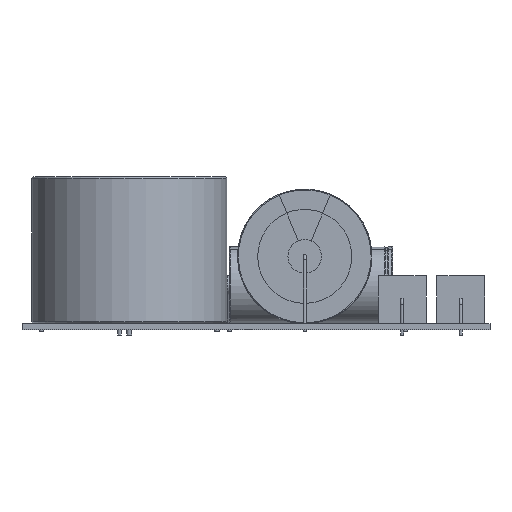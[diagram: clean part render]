
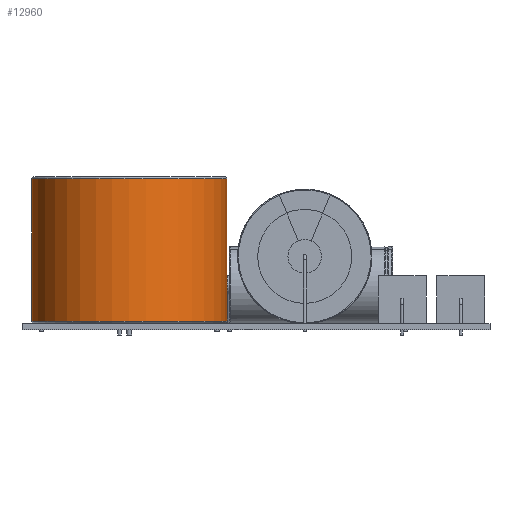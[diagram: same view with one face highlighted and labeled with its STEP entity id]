
A CAD part, left-side view. The second image highlights one B-rep face of the part: STEP entity #12960.
In plain terms, the highlighted cylindrical face has radius 25.4 mm (diameter 50.8 mm), a full revolution.
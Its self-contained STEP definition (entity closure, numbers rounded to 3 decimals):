
#12960 = ADVANCED_FACE('',(#12961),#12974,.T.);
#12961 = FACE_BOUND('',#12962,.T.);
#12962 = EDGE_LOOP('',(#12963,#12997,#13020,#13047));
#12963 = ORIENTED_EDGE('',*,*,#12964,.T.);
#12964 = EDGE_CURVE('',#12965,#12965,#12967,.T.);
#12965 = VERTEX_POINT('',#12966);
#12966 = CARTESIAN_POINT('',(42.035,0.,0.6));
#12967 = SURFACE_CURVE('',#12968,(#12973,#12985),.PCURVE_S1.);
#12968 = CIRCLE('',#12969,25.4);
#12969 = AXIS2_PLACEMENT_3D('',#12970,#12971,#12972);
#12970 = CARTESIAN_POINT('',(16.635,0.,0.6));
#12971 = DIRECTION('',(0.,0.,1.));
#12972 = DIRECTION('',(1.,0.,-0.));
#12973 = PCURVE('',#12974,#12979);
#12974 = CYLINDRICAL_SURFACE('',#12975,25.4);
#12975 = AXIS2_PLACEMENT_3D('',#12976,#12977,#12978);
#12976 = CARTESIAN_POINT('',(16.635,0.,0.1));
#12977 = DIRECTION('',(-0.,-0.,-1.));
#12978 = DIRECTION('',(1.,0.,0.));
#12979 = DEFINITIONAL_REPRESENTATION('',(#12980),#12984);
#12980 = LINE('',#12981,#12982);
#12981 = CARTESIAN_POINT('',(6.283,-0.5));
#12982 = VECTOR('',#12983,1.);
#12983 = DIRECTION('',(-1.,0.));
#12984 = ( GEOMETRIC_REPRESENTATION_CONTEXT(2) 
PARAMETRIC_REPRESENTATION_CONTEXT() REPRESENTATION_CONTEXT('2D SPACE',''
  ) );
#12985 = PCURVE('',#12986,#12991);
#12986 = TOROIDAL_SURFACE('',#12987,24.9,0.5);
#12987 = AXIS2_PLACEMENT_3D('',#12988,#12989,#12990);
#12988 = CARTESIAN_POINT('',(16.635,0.,0.6));
#12989 = DIRECTION('',(0.,0.,-1.));
#12990 = DIRECTION('',(1.,0.,0.));
#12991 = DEFINITIONAL_REPRESENTATION('',(#12992),#12996);
#12992 = LINE('',#12993,#12994);
#12993 = CARTESIAN_POINT('',(6.283,0.));
#12994 = VECTOR('',#12995,1.);
#12995 = DIRECTION('',(-1.,0.));
#12996 = ( GEOMETRIC_REPRESENTATION_CONTEXT(2) 
PARAMETRIC_REPRESENTATION_CONTEXT() REPRESENTATION_CONTEXT('2D SPACE',''
  ) );
#12997 = ORIENTED_EDGE('',*,*,#12998,.T.);
#12998 = EDGE_CURVE('',#12965,#12999,#13001,.T.);
#12999 = VERTEX_POINT('',#13000);
#13000 = CARTESIAN_POINT('',(42.035,0.,37.7));
#13001 = SEAM_CURVE('',#13002,(#13006,#13013),.PCURVE_S1.);
#13002 = LINE('',#13003,#13004);
#13003 = CARTESIAN_POINT('',(42.035,0.,0.1));
#13004 = VECTOR('',#13005,1.);
#13005 = DIRECTION('',(0.,0.,1.));
#13006 = PCURVE('',#12974,#13007);
#13007 = DEFINITIONAL_REPRESENTATION('',(#13008),#13012);
#13008 = LINE('',#13009,#13010);
#13009 = CARTESIAN_POINT('',(0.,0.));
#13010 = VECTOR('',#13011,1.);
#13011 = DIRECTION('',(0.,-1.));
#13012 = ( GEOMETRIC_REPRESENTATION_CONTEXT(2) 
PARAMETRIC_REPRESENTATION_CONTEXT() REPRESENTATION_CONTEXT('2D SPACE',''
  ) );
#13013 = PCURVE('',#12974,#13014);
#13014 = DEFINITIONAL_REPRESENTATION('',(#13015),#13019);
#13015 = LINE('',#13016,#13017);
#13016 = CARTESIAN_POINT('',(6.283,0.));
#13017 = VECTOR('',#13018,1.);
#13018 = DIRECTION('',(0.,-1.));
#13019 = ( GEOMETRIC_REPRESENTATION_CONTEXT(2) 
PARAMETRIC_REPRESENTATION_CONTEXT() REPRESENTATION_CONTEXT('2D SPACE',''
  ) );
#13020 = ORIENTED_EDGE('',*,*,#13021,.F.);
#13021 = EDGE_CURVE('',#12999,#12999,#13022,.T.);
#13022 = SURFACE_CURVE('',#13023,(#13028,#13035),.PCURVE_S1.);
#13023 = CIRCLE('',#13024,25.4);
#13024 = AXIS2_PLACEMENT_3D('',#13025,#13026,#13027);
#13025 = CARTESIAN_POINT('',(16.635,0.,37.7));
#13026 = DIRECTION('',(0.,0.,1.));
#13027 = DIRECTION('',(1.,0.,-0.));
#13028 = PCURVE('',#12974,#13029);
#13029 = DEFINITIONAL_REPRESENTATION('',(#13030),#13034);
#13030 = LINE('',#13031,#13032);
#13031 = CARTESIAN_POINT('',(6.283,-37.6));
#13032 = VECTOR('',#13033,1.);
#13033 = DIRECTION('',(-1.,0.));
#13034 = ( GEOMETRIC_REPRESENTATION_CONTEXT(2) 
PARAMETRIC_REPRESENTATION_CONTEXT() REPRESENTATION_CONTEXT('2D SPACE',''
  ) );
#13035 = PCURVE('',#13036,#13041);
#13036 = TOROIDAL_SURFACE('',#13037,24.9,0.5);
#13037 = AXIS2_PLACEMENT_3D('',#13038,#13039,#13040);
#13038 = CARTESIAN_POINT('',(16.635,0.,37.7));
#13039 = DIRECTION('',(0.,0.,1.));
#13040 = DIRECTION('',(1.,0.,-0.));
#13041 = DEFINITIONAL_REPRESENTATION('',(#13042),#13046);
#13042 = LINE('',#13043,#13044);
#13043 = CARTESIAN_POINT('',(0.,0.));
#13044 = VECTOR('',#13045,1.);
#13045 = DIRECTION('',(1.,0.));
#13046 = ( GEOMETRIC_REPRESENTATION_CONTEXT(2) 
PARAMETRIC_REPRESENTATION_CONTEXT() REPRESENTATION_CONTEXT('2D SPACE',''
  ) );
#13047 = ORIENTED_EDGE('',*,*,#12998,.F.);
